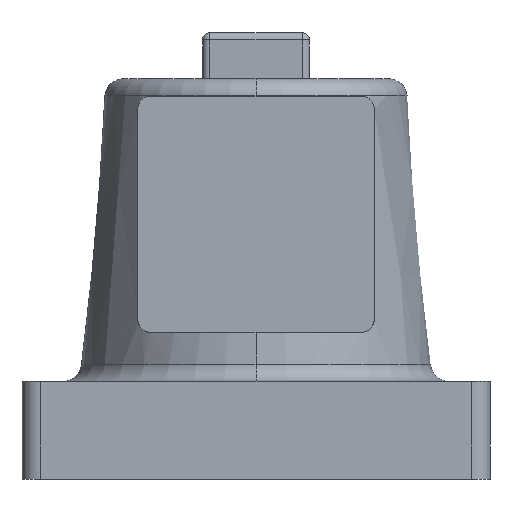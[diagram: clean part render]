
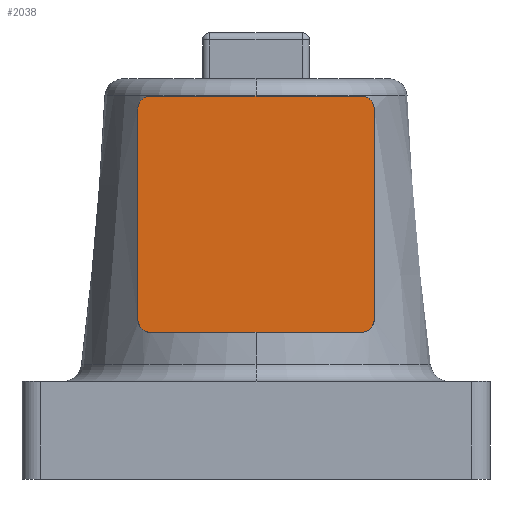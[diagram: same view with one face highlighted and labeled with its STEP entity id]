
A CAD part, left-side view. The second image highlights one B-rep face of the part: STEP entity #2038.
In plain terms, the highlighted planar face has unit normal (-1, 0, 0).
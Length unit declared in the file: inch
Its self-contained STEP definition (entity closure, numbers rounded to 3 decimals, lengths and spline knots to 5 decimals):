
#59 = EDGE_CURVE ( 'NONE', #174, #173, #1221, .T. ) ;
#61 = EDGE_CURVE ( 'NONE', #172, #171, #1229, .T. ) ;
#66 = EDGE_CURVE ( 'NONE', #176, #175, #1239, .T. ) ;
#68 = EDGE_CURVE ( 'NONE', #170, #175, #1244, .T. ) ;
#70 = EDGE_CURVE ( 'NONE', #176, #173, #1247, .T. ) ;
#71 = EDGE_CURVE ( 'NONE', #174, #171, #1249, .T. ) ;
#72 = EDGE_CURVE ( 'NONE', #172, #160, #1251, .T. ) ;
#160 = VERTEX_POINT ( 'NONE', #1174 ) ;
#170 = VERTEX_POINT ( 'NONE', #1183 ) ;
#171 = VERTEX_POINT ( 'NONE', #1184 ) ;
#172 = VERTEX_POINT ( 'NONE', #1185 ) ;
#173 = VERTEX_POINT ( 'NONE', #1186 ) ;
#174 = VERTEX_POINT ( 'NONE', #1187 ) ;
#175 = VERTEX_POINT ( 'NONE', #311 ) ;
#176 = VERTEX_POINT ( 'NONE', #1472 ) ;
#311 = CARTESIAN_POINT ( 'NONE',  ( -3.92, -2.05, 2.775 ) ) ;
#378 = EDGE_CURVE ( 'NONE', #170, #160, #1407, .T. ) ;
#405 = AXIS2_PLACEMENT_3D ( 'NONE', #1007, #1016, #1017 ) ;
#406 = AXIS2_PLACEMENT_3D ( 'NONE', #989, #1008, #1009 ) ;
#407 = AXIS2_PLACEMENT_3D ( 'NONE', #1010, #1013, #1014 ) ;
#408 = AXIS2_PLACEMENT_3D ( 'NONE', #1012, #1018, #1019 ) ;
#479 = AXIS2_PLACEMENT_3D ( 'NONE', #1848, #1855, #1856 ) ;
#655 = EDGE_LOOP ( 'NONE', ( #718, #719, #720, #721, #722, #723, #724, #725 ) ) ;
#718 = ORIENTED_EDGE ( 'NONE', *, *, #378, .F. ) ;
#719 = ORIENTED_EDGE ( 'NONE', *, *, #68, .T. ) ;
#720 = ORIENTED_EDGE ( 'NONE', *, *, #66, .F. ) ;
#721 = ORIENTED_EDGE ( 'NONE', *, *, #70, .T. ) ;
#722 = ORIENTED_EDGE ( 'NONE', *, *, #59, .F. ) ;
#723 = ORIENTED_EDGE ( 'NONE', *, *, #71, .T. ) ;
#724 = ORIENTED_EDGE ( 'NONE', *, *, #61, .F. ) ;
#725 = ORIENTED_EDGE ( 'NONE', *, *, #72, .T. ) ;
#975 = CARTESIAN_POINT ( 'NONE',  ( -3.92, 2.05, 6.65 ) ) ;
#989 = CARTESIAN_POINT ( 'NONE',  ( -3.92, -1.825, 2.775 ) ) ;
#990 = DIRECTION ( 'NONE',  ( 0., -1., 0. ) ) ;
#993 = CARTESIAN_POINT ( 'NONE',  ( -3.92, 2.05, 2.55 ) ) ;
#994 = DIRECTION ( 'NONE',  ( 0., 0., 1. ) ) ;
#1003 = CARTESIAN_POINT ( 'NONE',  ( -3.92, -2.05, 2.55 ) ) ;
#1004 = DIRECTION ( 'NONE',  ( 0., 0., -1. ) ) ;
#1007 = CARTESIAN_POINT ( 'NONE',  ( -3.92, 1.825, 6.425 ) ) ;
#1008 = DIRECTION ( 'NONE',  ( -1., 0., 0. ) ) ;
#1009 = DIRECTION ( 'NONE',  ( 0., 0., 1. ) ) ;
#1010 = CARTESIAN_POINT ( 'NONE',  ( -3.92, -1.825, 6.425 ) ) ;
#1012 = CARTESIAN_POINT ( 'NONE',  ( -3.92, 1.825, 2.775 ) ) ;
#1013 = DIRECTION ( 'NONE',  ( -1., 0., 0. ) ) ;
#1014 = DIRECTION ( 'NONE',  ( 0., 0., 1. ) ) ;
#1016 = DIRECTION ( 'NONE',  ( -1., 0., 0. ) ) ;
#1017 = DIRECTION ( 'NONE',  ( 0., 0., 1. ) ) ;
#1018 = DIRECTION ( 'NONE',  ( -1., 0., 0. ) ) ;
#1019 = DIRECTION ( 'NONE',  ( 0., 0., 1. ) ) ;
#1174 = CARTESIAN_POINT ( 'NONE',  ( -3.92, 1.825, 2.55 ) ) ;
#1183 = CARTESIAN_POINT ( 'NONE',  ( -3.92, -1.825, 2.55 ) ) ;
#1184 = CARTESIAN_POINT ( 'NONE',  ( -3.92, 2.05, 6.425 ) ) ;
#1185 = CARTESIAN_POINT ( 'NONE',  ( -3.92, 2.05, 2.775 ) ) ;
#1186 = CARTESIAN_POINT ( 'NONE',  ( -3.92, -1.825, 6.65 ) ) ;
#1187 = CARTESIAN_POINT ( 'NONE',  ( -3.92, 1.825, 6.65 ) ) ;
#1221 = LINE ( 'NONE', #975, #1225 ) ;
#1225 = VECTOR ( 'NONE', #990, 39.37008 ) ;
#1229 = LINE ( 'NONE', #993, #1230 ) ;
#1230 = VECTOR ( 'NONE', #994, 39.37008 ) ;
#1239 = LINE ( 'NONE', #1003, #1240 ) ;
#1240 = VECTOR ( 'NONE', #1004, 39.37008 ) ;
#1244 = CIRCLE ( 'NONE', #406, 0.225 ) ;
#1247 = CIRCLE ( 'NONE', #407, 0.225 ) ;
#1249 = CIRCLE ( 'NONE', #405, 0.225 ) ;
#1251 = CIRCLE ( 'NONE', #408, 0.225 ) ;
#1407 = LINE ( 'NONE', #1809, #1408 ) ;
#1408 = VECTOR ( 'NONE', #1810, 39.37008 ) ;
#1429 = FACE_OUTER_BOUND ( 'NONE', #655, .T. ) ;
#1472 = CARTESIAN_POINT ( 'NONE',  ( -3.92, -2.05, 6.425 ) ) ;
#1809 = CARTESIAN_POINT ( 'NONE',  ( -3.92, 2.05, 2.55 ) ) ;
#1810 = DIRECTION ( 'NONE',  ( 0., 1., 0. ) ) ;
#1848 = CARTESIAN_POINT ( 'NONE',  ( -3.92, 0., 0. ) ) ;
#1852 = PLANE ( 'NONE',  #479 ) ;
#1855 = DIRECTION ( 'NONE',  ( -1., 0., 0. ) ) ;
#1856 = DIRECTION ( 'NONE',  ( 0., 0., -1. ) ) ;
#2038 = ADVANCED_FACE ( 'NONE', ( #1429 ), #1852, .T. ) ;
